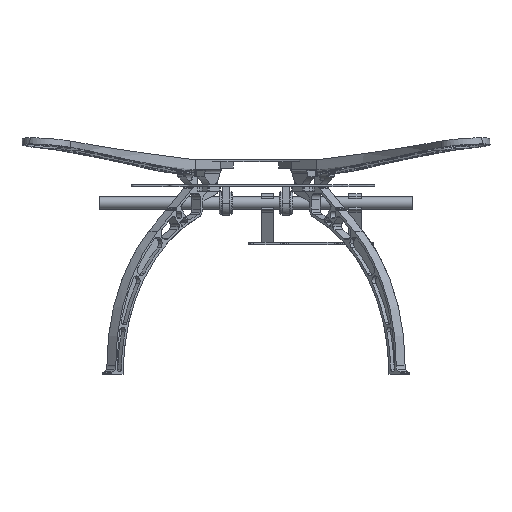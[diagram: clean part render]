
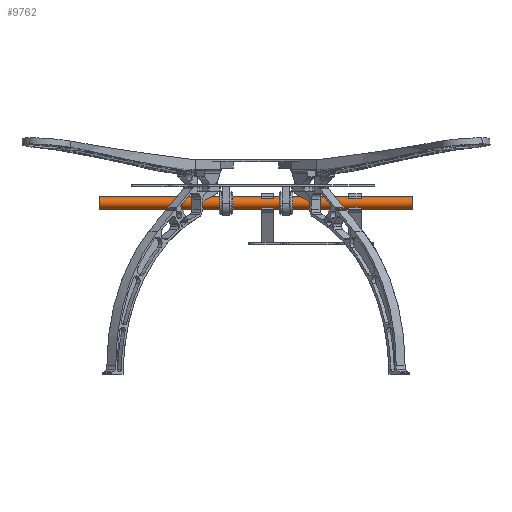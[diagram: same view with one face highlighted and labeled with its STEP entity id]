
A CAD part, front view. The second image highlights one B-rep face of the part: STEP entity #9762.
In plain terms, the highlighted cylindrical face has radius 5 mm (diameter 10 mm), a partial arc.
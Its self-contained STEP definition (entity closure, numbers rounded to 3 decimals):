
#9660=CARTESIAN_POINT('Control Point',(5.,0.,-125.)) ;
#9661=CARTESIAN_POINT('Control Point',(5.,-0.548,-125.)) ;
#9662=CARTESIAN_POINT('Control Point',(4.925,-1.095,-125.)) ;
#9663=CARTESIAN_POINT('Control Point',(4.775,-1.629,-125.)) ;
#9664=CARTESIAN_POINT('Control Point',(4.333,-2.643,-125.)) ;
#9665=CARTESIAN_POINT('Control Point',(3.634,-3.5,-125.)) ;
#9666=CARTESIAN_POINT('Control Point',(3.228,-3.878,-125.)) ;
#9667=CARTESIAN_POINT('Control Point',(2.323,-4.512,-125.)) ;
#9668=CARTESIAN_POINT('Control Point',(1.28,-4.88,-125.)) ;
#9669=CARTESIAN_POINT('Control Point',(0.736,-4.991,-125.)) ;
#9670=CARTESIAN_POINT('Control Point',(-0.367,-5.062,-125.)) ;
#9671=CARTESIAN_POINT('Control Point',(-1.449,-4.833,-125.)) ;
#9672=CARTESIAN_POINT('Control Point',(-1.97,-4.645,-125.)) ;
#9673=CARTESIAN_POINT('Control Point',(-2.949,-4.13,-125.)) ;
#9674=CARTESIAN_POINT('Control Point',(-3.753,-3.372,-125.)) ;
#9675=CARTESIAN_POINT('Control Point',(-4.101,-2.939,-125.)) ;
#9676=CARTESIAN_POINT('Control Point',(-4.593,-2.116,-125.)) ;
#9677=CARTESIAN_POINT('Control Point',(-4.878,-1.203,-125.)) ;
#9678=CARTESIAN_POINT('Control Point',(-4.959,-0.806,-125.)) ;
#9679=CARTESIAN_POINT('Control Point',(-5.,-0.403,-125.)) ;
#9680=CARTESIAN_POINT('Control Point',(-5.,0.,-125.)) ;
#9681=CARTESIAN_POINT('Vertex',(5.,0.,-125.)) ;
#9683=CARTESIAN_POINT('Vertex',(-5.,0.,-125.)) ;
#9732=CARTESIAN_POINT('Axis2P3D Location',(0.,0.,0.)) ;
#9737=CARTESIAN_POINT('Line Origine',(5.,0.,0.)) ;
#9741=CARTESIAN_POINT('Vertex',(5.,0.,125.)) ;
#9744=CARTESIAN_POINT('Axis2P3D Location',(0.,0.,125.)) ;
#9748=CARTESIAN_POINT('Vertex',(-5.,0.,125.)) ;
#9751=CARTESIAN_POINT('Line Origine',(-5.,0.,0.)) ;
#9733=DIRECTION('Axis2P3D Direction',(0.,0.,1.)) ;
#9734=DIRECTION('Axis2P3D XDirection',(-1.,0.,0.)) ;
#9738=DIRECTION('Vector Direction',(0.,0.,1.)) ;
#9745=DIRECTION('Axis2P3D Direction',(0.,0.,1.)) ;
#9752=DIRECTION('Vector Direction',(0.,0.,1.)) ;
#9735=AXIS2_PLACEMENT_3D('Cylinder Axis2P3D',#9732,#9733,#9734) ;
#9746=AXIS2_PLACEMENT_3D('Circle Axis2P3D',#9744,#9745,$) ;
#9757=ORIENTED_EDGE('',*,*,#9743,.F.) ;
#9758=ORIENTED_EDGE('',*,*,#9750,.F.) ;
#9759=ORIENTED_EDGE('',*,*,#9755,.T.) ;
#9760=ORIENTED_EDGE('',*,*,#9685,.F.) ;
#9739=VECTOR('Line Direction',#9738,1.) ;
#9753=VECTOR('Line Direction',#9752,1.) ;
#9762=ADVANCED_FACE('Solid1',(#9761),#9736,.T.) ;
#9659=B_SPLINE_CURVE_WITH_KNOTS('',5,(#9660,#9661,#9662,#9663,#9664,#9665,#9666,#9667,#9668,#9669,#9670,#9671,#9672,#9673,#9674,#9675,#9676,#9677,#9678,#9679,#9680),.UNSPECIFIED.,.F.,.U.,(6,3,3,3,3,3,6),(0.,3.873,7.746,11.619,15.492,19.365,22.214),.UNSPECIFIED.) ;
#9747=CIRCLE('generated circle',#9746,5.) ;
#9736=CYLINDRICAL_SURFACE('generated cylinder',#9735,5.) ;
#9685=EDGE_CURVE('',#9682,#9684,#9659,.T.) ;
#9743=EDGE_CURVE('',#9742,#9682,#9740,.F.) ;
#9750=EDGE_CURVE('',#9749,#9742,#9747,.T.) ;
#9755=EDGE_CURVE('',#9749,#9684,#9754,.F.) ;
#9756=EDGE_LOOP('',(#9757,#9758,#9759,#9760)) ;
#9761=FACE_OUTER_BOUND('',#9756,.T.) ;
#9740=LINE('Line',#9737,#9739) ;
#9754=LINE('Line',#9751,#9753) ;
#9682=VERTEX_POINT('',#9681) ;
#9684=VERTEX_POINT('',#9683) ;
#9742=VERTEX_POINT('',#9741) ;
#9749=VERTEX_POINT('',#9748) ;
